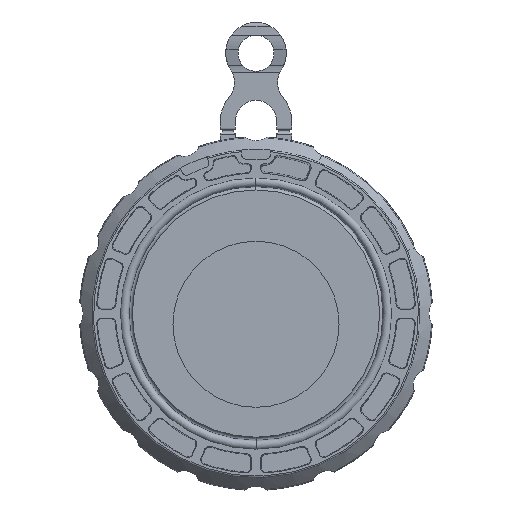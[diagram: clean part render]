
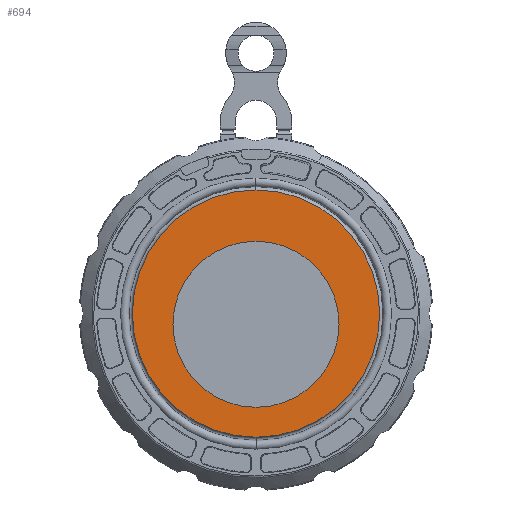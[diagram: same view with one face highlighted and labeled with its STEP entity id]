
A CAD part, left-side view. The second image highlights one B-rep face of the part: STEP entity #694.
In plain terms, the highlighted planar face has unit normal (-1, 0, 0).
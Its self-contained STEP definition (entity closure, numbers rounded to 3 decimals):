
#694=ADVANCED_FACE('',(#1885,#1886),#1887,.T.);
#1885=FACE_BOUND('',#3599,.T.);
#1886=FACE_OUTER_BOUND('',#3600,.T.);
#1887=PLANE('',#3601);
#3599=EDGE_LOOP('',(#5692,#5693));
#3600=EDGE_LOOP('',(#5694,#5695));
#3601=AXIS2_PLACEMENT_3D('',#5696,#5697,#5698);
#5692=ORIENTED_EDGE('',*,*,#10831,.T.);
#5693=ORIENTED_EDGE('',*,*,#10865,.T.);
#5694=ORIENTED_EDGE('',*,*,#10826,.T.);
#5695=ORIENTED_EDGE('',*,*,#10867,.T.);
#5696=CARTESIAN_POINT('',(-13.5,-42.059,17.421));
#5697=DIRECTION('',(-1.0,0.0,0.0));
#5698=DIRECTION('',(0.0,0.924,-0.383));
#10826=EDGE_CURVE('',#13170,#13173,#13175,.T.);
#10831=EDGE_CURVE('',#13178,#13182,#13184,.T.);
#10865=EDGE_CURVE('',#13182,#13178,#13232,.T.);
#10867=EDGE_CURVE('',#13173,#13170,#13234,.T.);
#13170=VERTEX_POINT('',#17600);
#13173=VERTEX_POINT('',#17604);
#13175=CIRCLE('',#17607,69.25);
#13178=VERTEX_POINT('',#17610);
#13182=VERTEX_POINT('',#17615);
#13184=CIRCLE('',#17618,46.5);
#13232=CIRCLE('',#17674,46.5);
#13234=CIRCLE('',#17676,69.25);
#17600=CARTESIAN_POINT('',(-13.5,0.0,-69.25));
#17604=CARTESIAN_POINT('',(-13.5,0.,69.25));
#17607=AXIS2_PLACEMENT_3D('',#23247,#23248,#23249);
#17610=CARTESIAN_POINT('',(-13.5,0.0,-52.5));
#17615=CARTESIAN_POINT('',(-13.5,0.,40.5));
#17618=AXIS2_PLACEMENT_3D('',#23255,#23256,#23257);
#17674=AXIS2_PLACEMENT_3D('',#23311,#23312,#23313);
#17676=AXIS2_PLACEMENT_3D('',#23314,#23315,#23316);
#23247=CARTESIAN_POINT('',(-13.5,0.0,0.0));
#23248=DIRECTION('',(-1.0,0.0,0.0));
#23249=DIRECTION('',(0.0,0.0,-1.0));
#23255=CARTESIAN_POINT('',(-13.5,0.0,-6.0));
#23256=DIRECTION('',(1.0,-0.0,0.0));
#23257=DIRECTION('',(0.0,0.0,-1.0));
#23311=CARTESIAN_POINT('',(-13.5,0.0,-6.0));
#23312=DIRECTION('',(1.0,-0.0,0.0));
#23313=DIRECTION('',(0.0,0.0,-1.0));
#23314=CARTESIAN_POINT('',(-13.5,0.0,0.0));
#23315=DIRECTION('',(-1.0,0.0,0.0));
#23316=DIRECTION('',(0.0,0.0,-1.0));
